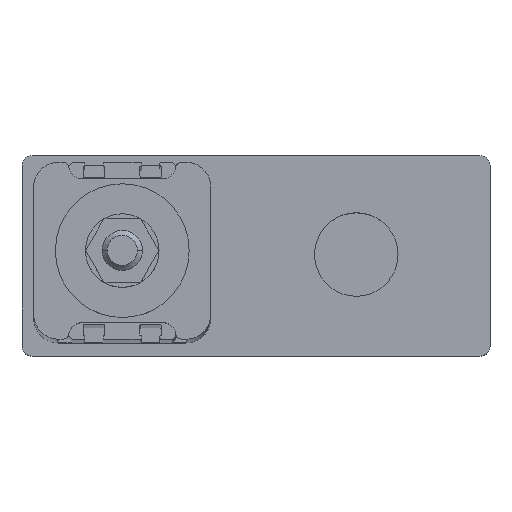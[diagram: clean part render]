
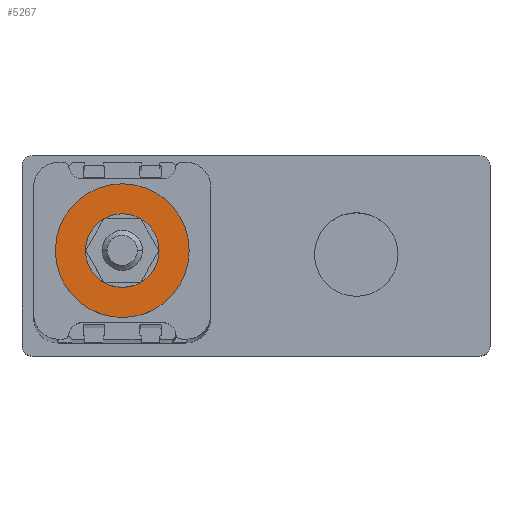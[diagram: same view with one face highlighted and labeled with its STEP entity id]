
A CAD part, top view. The second image highlights one B-rep face of the part: STEP entity #5267.
In plain terms, the highlighted planar face has unit normal (0, 0, 1).
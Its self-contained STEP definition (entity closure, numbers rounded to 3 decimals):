
#121 = VERTEX_POINT ( 'NONE', #998 ) ;
#301 = AXIS2_PLACEMENT_3D ( 'NONE', #4318, #4843, #1754 ) ;
#338 = AXIS2_PLACEMENT_3D ( 'NONE', #5208, #5726, #6259 ) ;
#482 = AXIS2_PLACEMENT_3D ( 'NONE', #5892, #2784, #6411 ) ;
#998 = CARTESIAN_POINT ( 'NONE',  ( 20., 0., 640. ) ) ;
#1289 = VERTEX_POINT ( 'NONE', #5114 ) ;
#1339 = EDGE_CURVE ( 'NONE', #1289, #3986, #6118, .T. ) ;
#1375 = CIRCLE ( 'NONE', #482, 20. ) ;
#1515 = ORIENTED_EDGE ( 'NONE', *, *, #1745, .T. ) ;
#1715 = AXIS2_PLACEMENT_3D ( 'NONE', #2041, #5682, #2569 ) ;
#1745 = EDGE_CURVE ( 'NONE', #121, #2386, #6434, .T. ) ;
#1754 = DIRECTION ( 'NONE',  ( 1., 0., 0. ) ) ;
#1972 = EDGE_LOOP ( 'NONE', ( #5789, #4058 ) ) ;
#2041 = CARTESIAN_POINT ( 'NONE',  ( 0., 0., 640. ) ) ;
#2078 = FACE_OUTER_BOUND ( 'NONE', #3277, .T. ) ;
#2167 = EDGE_CURVE ( 'NONE', #3986, #1289, #4123, .T. ) ;
#2386 = VERTEX_POINT ( 'NONE', #4274 ) ;
#2569 = DIRECTION ( 'NONE',  ( 1., 0., 0. ) ) ;
#2751 = PLANE ( 'NONE',  #301 ) ;
#2784 = DIRECTION ( 'NONE',  ( 0., 0., 1. ) ) ;
#3277 = EDGE_LOOP ( 'NONE', ( #4422, #1515 ) ) ;
#3508 = CARTESIAN_POINT ( 'NONE',  ( 0., 0., 640. ) ) ;
#3530 = DIRECTION ( 'NONE',  ( 0., 0., 1. ) ) ;
#3986 = VERTEX_POINT ( 'NONE', #4819 ) ;
#3999 = DIRECTION ( 'NONE',  ( 1., 0., 0. ) ) ;
#4058 = ORIENTED_EDGE ( 'NONE', *, *, #2167, .F. ) ;
#4123 = CIRCLE ( 'NONE', #1715, 11. ) ;
#4274 = CARTESIAN_POINT ( 'NONE',  ( -20., 0., 640. ) ) ;
#4318 = CARTESIAN_POINT ( 'NONE',  ( 0., 0., 640. ) ) ;
#4422 = ORIENTED_EDGE ( 'NONE', *, *, #4697, .T. ) ;
#4697 = EDGE_CURVE ( 'NONE', #2386, #121, #1375, .T. ) ;
#4819 = CARTESIAN_POINT ( 'NONE',  ( 11., 0., 640. ) ) ;
#4843 = DIRECTION ( 'NONE',  ( 0., 0., 1. ) ) ;
#5114 = CARTESIAN_POINT ( 'NONE',  ( -11., 0., 640. ) ) ;
#5208 = CARTESIAN_POINT ( 'NONE',  ( 0., 0., 640. ) ) ;
#5267 = ADVANCED_FACE ( 'NONE', ( #6072, #2078 ), #2751, .T. ) ;
#5682 = DIRECTION ( 'NONE',  ( 0., 0., 1. ) ) ;
#5726 = DIRECTION ( 'NONE',  ( 0., 0., 1. ) ) ;
#5789 = ORIENTED_EDGE ( 'NONE', *, *, #1339, .F. ) ;
#5892 = CARTESIAN_POINT ( 'NONE',  ( 0., 0., 640. ) ) ;
#6072 = FACE_BOUND ( 'NONE', #1972, .T. ) ;
#6118 = CIRCLE ( 'NONE', #338, 11. ) ;
#6259 = DIRECTION ( 'NONE',  ( 1., 0., 0. ) ) ;
#6411 = DIRECTION ( 'NONE',  ( 1., 0., 0. ) ) ;
#6434 = CIRCLE ( 'NONE', #6635, 20. ) ;
#6635 = AXIS2_PLACEMENT_3D ( 'NONE', #3508, #3530, #3999 ) ;
